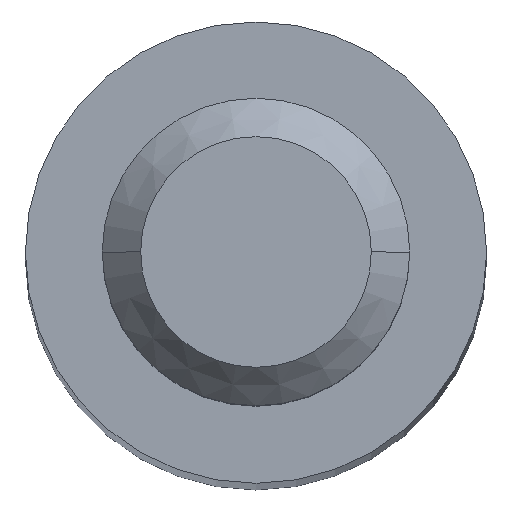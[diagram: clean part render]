
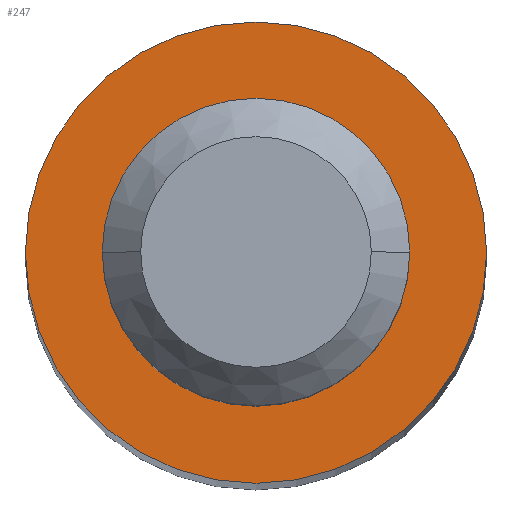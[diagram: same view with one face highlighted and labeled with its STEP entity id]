
A CAD part, top view. The second image highlights one B-rep face of the part: STEP entity #247.
In plain terms, the highlighted planar face has unit normal (0, 0, 1).
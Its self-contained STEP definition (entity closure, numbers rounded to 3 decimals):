
#4 = DIRECTION ( 'NONE',  ( 0., 0., -1. ) ) ;
#8 = VERTEX_POINT ( 'NONE', #154 ) ;
#35 = EDGE_CURVE ( 'NONE', #114, #92, #221, .T. ) ;
#38 = AXIS2_PLACEMENT_3D ( 'NONE', #280, #184, #71 ) ;
#46 = FACE_BOUND ( 'NONE', #177, .T. ) ;
#47 = ORIENTED_EDGE ( 'NONE', *, *, #35, .T. ) ;
#50 = CARTESIAN_POINT ( 'NONE',  ( 0., 0., 100. ) ) ;
#68 = DIRECTION ( 'NONE',  ( -1., 0., 0. ) ) ;
#71 = DIRECTION ( 'NONE',  ( 1., 0., 0. ) ) ;
#72 = EDGE_CURVE ( 'NONE', #92, #114, #113, .T. ) ;
#78 = PLANE ( 'NONE',  #220 ) ;
#82 = AXIS2_PLACEMENT_3D ( 'NONE', #377, #253, #68 ) ;
#92 = VERTEX_POINT ( 'NONE', #232 ) ;
#98 = ORIENTED_EDGE ( 'NONE', *, *, #292, .T. ) ;
#113 = CIRCLE ( 'NONE', #255, 6. ) ;
#114 = VERTEX_POINT ( 'NONE', #115 ) ;
#115 = CARTESIAN_POINT ( 'NONE',  ( -6., 0., 100. ) ) ;
#131 = FACE_OUTER_BOUND ( 'NONE', #370, .T. ) ;
#137 = DIRECTION ( 'NONE',  ( 0., 0., 1. ) ) ;
#154 = CARTESIAN_POINT ( 'NONE',  ( -3.4, 0., 100. ) ) ;
#162 = DIRECTION ( 'NONE',  ( -1., 0., 0. ) ) ;
#176 = AXIS2_PLACEMENT_3D ( 'NONE', #231, #4, #162 ) ;
#177 = EDGE_LOOP ( 'NONE', ( #213, #98 ) ) ;
#184 = DIRECTION ( 'NONE',  ( 0., 0., 1. ) ) ;
#185 = CARTESIAN_POINT ( 'NONE',  ( 0., 0., 100. ) ) ;
#206 = CIRCLE ( 'NONE', #82, 3.4 ) ;
#213 = ORIENTED_EDGE ( 'NONE', *, *, #361, .T. ) ;
#220 = AXIS2_PLACEMENT_3D ( 'NONE', #185, #314, #290 ) ;
#221 = CIRCLE ( 'NONE', #38, 6. ) ;
#228 = DIRECTION ( 'NONE',  ( 1., 0., 0. ) ) ;
#231 = CARTESIAN_POINT ( 'NONE',  ( 0., 0., 100. ) ) ;
#232 = CARTESIAN_POINT ( 'NONE',  ( 6., 0., 100. ) ) ;
#236 = ORIENTED_EDGE ( 'NONE', *, *, #72, .T. ) ;
#247 = ADVANCED_FACE ( 'NONE', ( #131, #46 ), #78, .T. ) ;
#253 = DIRECTION ( 'NONE',  ( 0., 0., -1. ) ) ;
#255 = AXIS2_PLACEMENT_3D ( 'NONE', #50, #137, #228 ) ;
#257 = CARTESIAN_POINT ( 'NONE',  ( 3.4, 0., 100. ) ) ;
#263 = CIRCLE ( 'NONE', #176, 3.4 ) ;
#280 = CARTESIAN_POINT ( 'NONE',  ( 0., 0., 100. ) ) ;
#290 = DIRECTION ( 'NONE',  ( 1., 0., 0. ) ) ;
#292 = EDGE_CURVE ( 'NONE', #375, #8, #206, .T. ) ;
#314 = DIRECTION ( 'NONE',  ( 0., 0., 1. ) ) ;
#361 = EDGE_CURVE ( 'NONE', #8, #375, #263, .T. ) ;
#370 = EDGE_LOOP ( 'NONE', ( #47, #236 ) ) ;
#375 = VERTEX_POINT ( 'NONE', #257 ) ;
#377 = CARTESIAN_POINT ( 'NONE',  ( 0., 0., 100. ) ) ;
